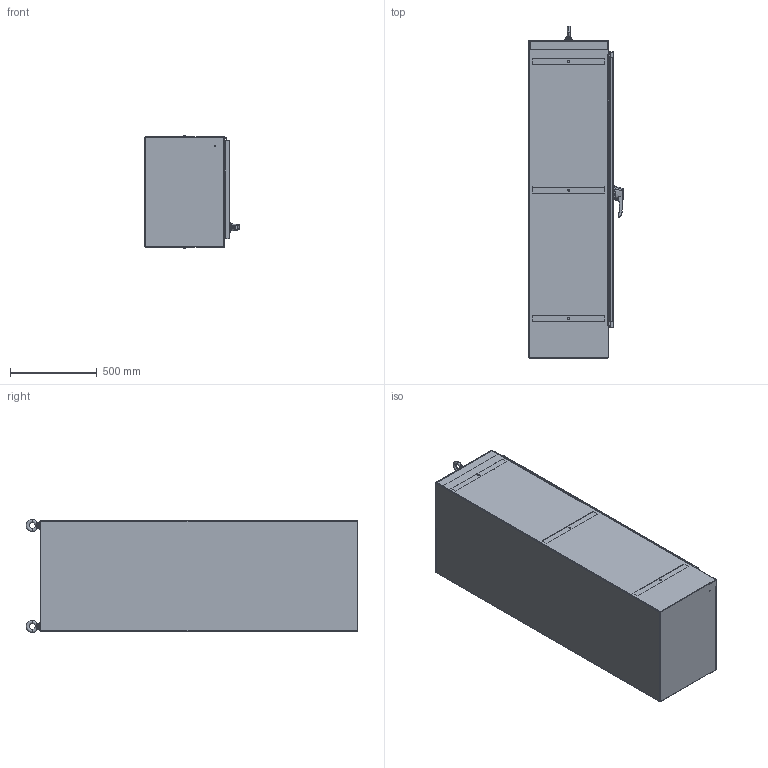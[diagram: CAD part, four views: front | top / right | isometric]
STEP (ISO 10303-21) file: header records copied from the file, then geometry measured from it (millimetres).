
FILE_DESCRIPTION (( 'STEP AP214' ), '1' );
FILE_NAME ('HN4FS722518.STEP', '2019-09-04T10:40:36', ( '' ), ( '' ), 'SwSTEP 2.0', 'SolidWorks 2018', '' );
FILE_SCHEMA (( 'AUTOMOTIVE_DESIGN' ));
Length unit declared in the file: inch
Products named in the file (1): HN4FS722518
Bounding box: 542.59 x 1911.35 x 650.34 mm (x, y, z)
Volume: 14086796.5 mm3; surface area: 11631072.3 mm2
Topology: 55 solids, 56 shells, 1954 faces, 5223 edges, 3386 vertices
Faces by surface type: plane 906, cylinder 883, cone 78, bspline 71, torus 16
Entity records: 98838 total; most frequent: CARTESIAN_POINT 24228, ORIENTED_EDGE 10414, DIRECTION 10335, EDGE_CURVE 5207, AXIS2_PLACEMENT_3D 3688, VERTEX_POINT 3386, VECTOR 2959, LINE 2959
